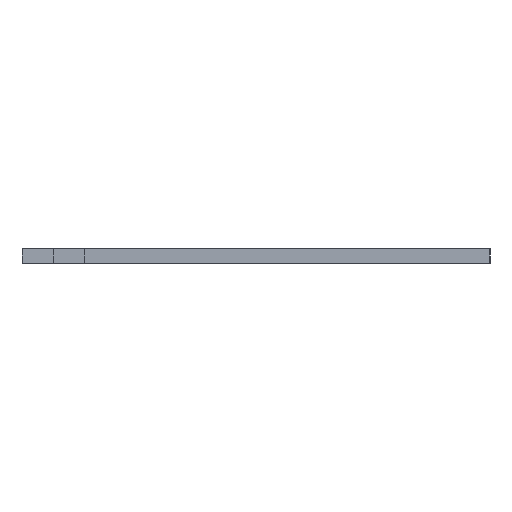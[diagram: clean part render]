
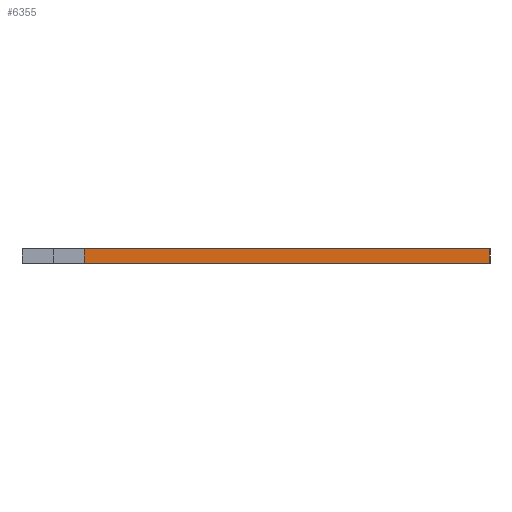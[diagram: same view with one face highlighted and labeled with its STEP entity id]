
A CAD part, left-side view. The second image highlights one B-rep face of the part: STEP entity #6355.
In plain terms, the highlighted planar face has unit normal (-1, 0, 0).
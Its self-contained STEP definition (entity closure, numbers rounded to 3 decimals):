
#83 = PLANE('',#84);
#84 = AXIS2_PLACEMENT_3D('',#85,#86,#87);
#85 = CARTESIAN_POINT('',(147.486,-104.948,1.6));
#86 = DIRECTION('',(0.,0.,1.));
#87 = DIRECTION('',(1.,0.,-0.));
#137 = PLANE('',#138);
#138 = AXIS2_PLACEMENT_3D('',#139,#140,#141);
#139 = CARTESIAN_POINT('',(147.486,-104.948,0.));
#140 = DIRECTION('',(0.,0.,1.));
#141 = DIRECTION('',(1.,0.,-0.));
#358 = VERTEX_POINT('',#359);
#359 = CARTESIAN_POINT('',(114.211,-85.446,0.));
#373 = PLANE('',#374);
#374 = AXIS2_PLACEMENT_3D('',#375,#376,#377);
#375 = CARTESIAN_POINT('',(115.354,-85.446,0.));
#376 = DIRECTION('',(0.,-1.,0.));
#377 = DIRECTION('',(-1.,0.,0.));
#385 = EDGE_CURVE('',#358,#386,#388,.T.);
#386 = VERTEX_POINT('',#387);
#387 = CARTESIAN_POINT('',(114.211,-131.674,0.));
#388 = SURFACE_CURVE('',#389,(#393,#400),.PCURVE_S1.);
#389 = LINE('',#390,#391);
#390 = CARTESIAN_POINT('',(114.211,-85.446,0.));
#391 = VECTOR('',#392,1.);
#392 = DIRECTION('',(0.,-1.,0.));
#393 = PCURVE('',#137,#394);
#394 = DEFINITIONAL_REPRESENTATION('',(#395),#399);
#395 = LINE('',#396,#397);
#396 = CARTESIAN_POINT('',(-33.275,19.502));
#397 = VECTOR('',#398,1.);
#398 = DIRECTION('',(0.,-1.));
#399 = ( GEOMETRIC_REPRESENTATION_CONTEXT(2) 
PARAMETRIC_REPRESENTATION_CONTEXT() REPRESENTATION_CONTEXT('2D SPACE',''
  ) );
#400 = PCURVE('',#401,#406);
#401 = PLANE('',#402);
#402 = AXIS2_PLACEMENT_3D('',#403,#404,#405);
#403 = CARTESIAN_POINT('',(114.211,-85.446,0.));
#404 = DIRECTION('',(1.,0.,-0.));
#405 = DIRECTION('',(0.,-1.,0.));
#406 = DEFINITIONAL_REPRESENTATION('',(#407),#411);
#407 = LINE('',#408,#409);
#408 = CARTESIAN_POINT('',(0.,0.));
#409 = VECTOR('',#410,1.);
#410 = DIRECTION('',(1.,0.));
#411 = ( GEOMETRIC_REPRESENTATION_CONTEXT(2) 
PARAMETRIC_REPRESENTATION_CONTEXT() REPRESENTATION_CONTEXT('2D SPACE',''
  ) );
#429 = PLANE('',#430);
#430 = AXIS2_PLACEMENT_3D('',#431,#432,#433);
#431 = CARTESIAN_POINT('',(114.211,-131.674,0.));
#432 = DIRECTION('',(0.,1.,0.));
#433 = DIRECTION('',(1.,0.,0.));
#3541 = VERTEX_POINT('',#3542);
#3542 = CARTESIAN_POINT('',(114.211,-85.446,1.6));
#3563 = EDGE_CURVE('',#3541,#3564,#3566,.T.);
#3564 = VERTEX_POINT('',#3565);
#3565 = CARTESIAN_POINT('',(114.211,-131.674,1.6));
#3566 = SURFACE_CURVE('',#3567,(#3571,#3578),.PCURVE_S1.);
#3567 = LINE('',#3568,#3569);
#3568 = CARTESIAN_POINT('',(114.211,-85.446,1.6));
#3569 = VECTOR('',#3570,1.);
#3570 = DIRECTION('',(0.,-1.,0.));
#3571 = PCURVE('',#83,#3572);
#3572 = DEFINITIONAL_REPRESENTATION('',(#3573),#3577);
#3573 = LINE('',#3574,#3575);
#3574 = CARTESIAN_POINT('',(-33.275,19.502));
#3575 = VECTOR('',#3576,1.);
#3576 = DIRECTION('',(0.,-1.));
#3577 = ( GEOMETRIC_REPRESENTATION_CONTEXT(2) 
PARAMETRIC_REPRESENTATION_CONTEXT() REPRESENTATION_CONTEXT('2D SPACE',''
  ) );
#3578 = PCURVE('',#401,#3579);
#3579 = DEFINITIONAL_REPRESENTATION('',(#3580),#3584);
#3580 = LINE('',#3581,#3582);
#3581 = CARTESIAN_POINT('',(0.,-1.6));
#3582 = VECTOR('',#3583,1.);
#3583 = DIRECTION('',(1.,0.));
#3584 = ( GEOMETRIC_REPRESENTATION_CONTEXT(2) 
PARAMETRIC_REPRESENTATION_CONTEXT() REPRESENTATION_CONTEXT('2D SPACE',''
  ) );
#6307 = EDGE_CURVE('',#358,#3541,#6308,.T.);
#6308 = SURFACE_CURVE('',#6309,(#6313,#6320),.PCURVE_S1.);
#6309 = LINE('',#6310,#6311);
#6310 = CARTESIAN_POINT('',(114.211,-85.446,0.));
#6311 = VECTOR('',#6312,1.);
#6312 = DIRECTION('',(0.,0.,1.));
#6313 = PCURVE('',#373,#6314);
#6314 = DEFINITIONAL_REPRESENTATION('',(#6315),#6319);
#6315 = LINE('',#6316,#6317);
#6316 = CARTESIAN_POINT('',(1.143,0.));
#6317 = VECTOR('',#6318,1.);
#6318 = DIRECTION('',(0.,-1.));
#6319 = ( GEOMETRIC_REPRESENTATION_CONTEXT(2) 
PARAMETRIC_REPRESENTATION_CONTEXT() REPRESENTATION_CONTEXT('2D SPACE',''
  ) );
#6320 = PCURVE('',#401,#6321);
#6321 = DEFINITIONAL_REPRESENTATION('',(#6322),#6326);
#6322 = LINE('',#6323,#6324);
#6323 = CARTESIAN_POINT('',(0.,0.));
#6324 = VECTOR('',#6325,1.);
#6325 = DIRECTION('',(0.,-1.));
#6326 = ( GEOMETRIC_REPRESENTATION_CONTEXT(2) 
PARAMETRIC_REPRESENTATION_CONTEXT() REPRESENTATION_CONTEXT('2D SPACE',''
  ) );
#6355 = ADVANCED_FACE('',(#6356),#401,.F.);
#6356 = FACE_BOUND('',#6357,.F.);
#6357 = EDGE_LOOP('',(#6358,#6359,#6360,#6381));
#6358 = ORIENTED_EDGE('',*,*,#6307,.T.);
#6359 = ORIENTED_EDGE('',*,*,#3563,.T.);
#6360 = ORIENTED_EDGE('',*,*,#6361,.F.);
#6361 = EDGE_CURVE('',#386,#3564,#6362,.T.);
#6362 = SURFACE_CURVE('',#6363,(#6367,#6374),.PCURVE_S1.);
#6363 = LINE('',#6364,#6365);
#6364 = CARTESIAN_POINT('',(114.211,-131.674,0.));
#6365 = VECTOR('',#6366,1.);
#6366 = DIRECTION('',(0.,0.,1.));
#6367 = PCURVE('',#401,#6368);
#6368 = DEFINITIONAL_REPRESENTATION('',(#6369),#6373);
#6369 = LINE('',#6370,#6371);
#6370 = CARTESIAN_POINT('',(46.228,0.));
#6371 = VECTOR('',#6372,1.);
#6372 = DIRECTION('',(0.,-1.));
#6373 = ( GEOMETRIC_REPRESENTATION_CONTEXT(2) 
PARAMETRIC_REPRESENTATION_CONTEXT() REPRESENTATION_CONTEXT('2D SPACE',''
  ) );
#6374 = PCURVE('',#429,#6375);
#6375 = DEFINITIONAL_REPRESENTATION('',(#6376),#6380);
#6376 = LINE('',#6377,#6378);
#6377 = CARTESIAN_POINT('',(0.,0.));
#6378 = VECTOR('',#6379,1.);
#6379 = DIRECTION('',(0.,-1.));
#6380 = ( GEOMETRIC_REPRESENTATION_CONTEXT(2) 
PARAMETRIC_REPRESENTATION_CONTEXT() REPRESENTATION_CONTEXT('2D SPACE',''
  ) );
#6381 = ORIENTED_EDGE('',*,*,#385,.F.);
